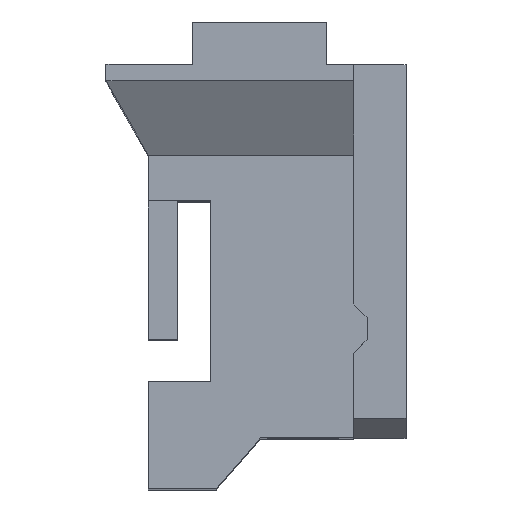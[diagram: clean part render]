
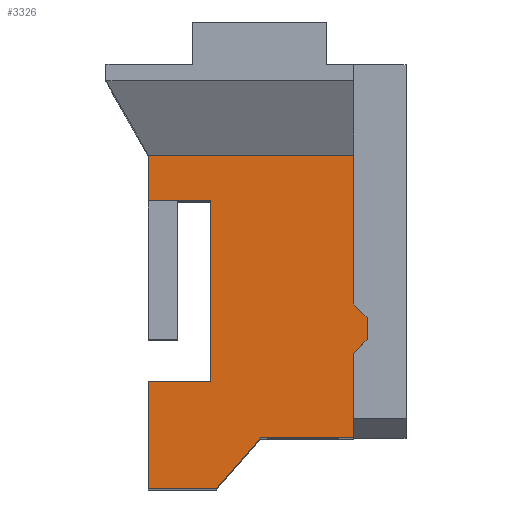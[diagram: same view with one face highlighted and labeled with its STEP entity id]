
A CAD part, top view. The second image highlights one B-rep face of the part: STEP entity #3326.
In plain terms, the highlighted planar face has unit normal (0, 0, 1).
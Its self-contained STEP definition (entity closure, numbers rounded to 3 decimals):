
#154=CARTESIAN_POINT('',(-1.615,4.318,5.265));
#155=VERTEX_POINT('',#154);
#162=CARTESIAN_POINT('',(-1.615,5.004,5.265));
#163=VERTEX_POINT('',#162);
#164=CARTESIAN_POINT('',(-1.615,5.004,5.265));
#165=DIRECTION('',(0.0,-1.0,0.0));
#166=VECTOR('',#165,1.0);
#167=LINE('',#164,#166);
#168=EDGE_CURVE('n� 694',#163,#155,#167,.T.);
#2377=CARTESIAN_POINT('',(-0.595,0.0,5.265));
#2378=VERTEX_POINT('',#2377);
#2385=CARTESIAN_POINT('',(-1.615,0.0,5.265));
#2386=VERTEX_POINT('',#2385);
#2387=CARTESIAN_POINT('',(-2.25,0.0,5.265));
#2388=DIRECTION('',(1.0,0.0,0.0));
#2389=VECTOR('',#2388,1.0);
#2390=LINE('',#2387,#2389);
#2391=EDGE_CURVE('n� 783',#2386,#2378,#2390,.T.);
#2415=CARTESIAN_POINT('',(0.066,0.762,5.265));
#2416=VERTEX_POINT('',#2415);
#2423=CARTESIAN_POINT('',(-0.595,0.0,5.265));
#2424=DIRECTION('',(0.655,0.756,0.0));
#2425=VECTOR('',#2424,1.0);
#2426=LINE('',#2423,#2425);
#2427=EDGE_CURVE('n� 766',#2378,#2416,#2426,.T.);
#2574=CARTESIAN_POINT('',(1.463,0.762,5.265));
#2575=VERTEX_POINT('',#2574);
#2584=CARTESIAN_POINT('',(0.066,0.762,5.265));
#2585=DIRECTION('',(1.0,0.0,0.0));
#2586=VECTOR('',#2585,1.0);
#2587=LINE('',#2584,#2586);
#2588=EDGE_CURVE('n� 767',#2416,#2575,#2587,.T.);
#2843=CARTESIAN_POINT('',(-1.615,1.613,5.265));
#2844=VERTEX_POINT('',#2843);
#2845=CARTESIAN_POINT('',(-1.615,5.004,5.265));
#2846=DIRECTION('',(0.0,-1.0,0.0));
#2847=VECTOR('',#2846,1.0);
#2848=LINE('',#2845,#2847);
#2849=EDGE_CURVE('n� 3711',#2844,#2386,#2848,.T.);
#3229=CARTESIAN_POINT('',(1.463,5.004,5.265));
#3230=VERTEX_POINT('',#3229);
#3231=CARTESIAN_POINT('',(-2.25,5.004,5.265));
#3232=DIRECTION('',(1.0,0.0,0.0));
#3233=VECTOR('',#3232,1.0);
#3234=LINE('',#3231,#3233);
#3235=EDGE_CURVE('n� 782',#163,#3230,#3234,.T.);
#3253=CARTESIAN_POINT('',(-0.675,1.613,5.265));
#3254=VERTEX_POINT('',#3253);
#3255=CARTESIAN_POINT('',(-0.675,4.318,5.265));
#3256=VERTEX_POINT('',#3255);
#3257=CARTESIAN_POINT('',(-0.675,4.318,5.265));
#3258=DIRECTION('',(0.0,1.0,0.0));
#3259=VECTOR('',#3258,1.0);
#3260=LINE('',#3257,#3259);
#3261=EDGE_CURVE('n� 3748',#3254,#3256,#3260,.T.);
#3262=ORIENTED_EDGE('',*,*,#3261,.F.);
#3263=CARTESIAN_POINT('',(-0.675,1.613,5.265));
#3264=DIRECTION('',(-1.0,0.0,0.0));
#3265=VECTOR('',#3264,1.0);
#3266=LINE('',#3263,#3265);
#3267=EDGE_CURVE('n� 3739',#3254,#2844,#3266,.T.);
#3268=ORIENTED_EDGE('',*,*,#3267,.T.);
#3269=ORIENTED_EDGE('',*,*,#2849,.T.);
#3270=ORIENTED_EDGE('',*,*,#2391,.T.);
#3271=ORIENTED_EDGE('',*,*,#2427,.T.);
#3272=ORIENTED_EDGE('',*,*,#2588,.T.);
#3273=CARTESIAN_POINT('',(1.463,2.032,5.265));
#3274=VERTEX_POINT('',#3273);
#3275=CARTESIAN_POINT('',(1.463,0.0,5.265));
#3276=DIRECTION('',(0.0,1.0,0.0));
#3277=VECTOR('',#3276,1.0);
#3278=LINE('',#3275,#3277);
#3279=EDGE_CURVE('n� 1562',#2575,#3274,#3278,.T.);
#3280=ORIENTED_EDGE('',*,*,#3279,.T.);
#3281=CARTESIAN_POINT('',(1.666,2.235,5.265));
#3282=VERTEX_POINT('',#3281);
#3283=CARTESIAN_POINT('',(1.463,2.032,5.265));
#3284=DIRECTION('',(0.707,0.707,0.0));
#3285=VECTOR('',#3284,1.0);
#3286=LINE('',#3283,#3285);
#3287=EDGE_CURVE('n� 2940',#3274,#3282,#3286,.T.);
#3288=ORIENTED_EDGE('',*,*,#3287,.T.);
#3289=CARTESIAN_POINT('',(1.666,2.569,5.265));
#3290=VERTEX_POINT('',#3289);
#3291=CARTESIAN_POINT('',(1.666,2.569,5.265));
#3292=DIRECTION('',(0.0,1.0,0.0));
#3293=VECTOR('',#3292,1.0);
#3294=LINE('',#3291,#3293);
#3295=EDGE_CURVE('n� 2943',#3282,#3290,#3294,.T.);
#3296=ORIENTED_EDGE('',*,*,#3295,.T.);
#3297=CARTESIAN_POINT('',(1.463,2.772,5.265));
#3298=VERTEX_POINT('',#3297);
#3299=CARTESIAN_POINT('',(1.463,2.772,5.265));
#3300=DIRECTION('',(-0.707,0.707,0.0));
#3301=VECTOR('',#3300,1.0);
#3302=LINE('',#3299,#3301);
#3303=EDGE_CURVE('n� 2934',#3290,#3298,#3302,.T.);
#3304=ORIENTED_EDGE('',*,*,#3303,.T.);
#3305=CARTESIAN_POINT('',(1.463,0.0,5.265));
#3306=DIRECTION('',(0.0,1.0,0.0));
#3307=VECTOR('',#3306,1.0);
#3308=LINE('',#3305,#3307);
#3309=EDGE_CURVE('n� 2900',#3298,#3230,#3308,.T.);
#3310=ORIENTED_EDGE('',*,*,#3309,.T.);
#3311=ORIENTED_EDGE('',*,*,#3235,.F.);
#3312=ORIENTED_EDGE('',*,*,#168,.T.);
#3313=CARTESIAN_POINT('',(-0.675,4.318,5.265));
#3314=DIRECTION('',(-1.0,0.0,0.0));
#3315=VECTOR('',#3314,1.0);
#3316=LINE('',#3313,#3315);
#3317=EDGE_CURVE('n� 3751',#3256,#155,#3316,.T.);
#3318=ORIENTED_EDGE('',*,*,#3317,.F.);
#3319=EDGE_LOOP('',(
    #3262,#3268,#3269,#3270,#3271,#3272,#3280,#3288,#3296,#3304,
    #3310,#3311,#3312,#3318));
#3320=FACE_OUTER_BOUND('',#3319,.T.);
#3321=CARTESIAN_POINT('',(-2.25,0.0,5.265));
#3322=DIRECTION('',(0.0,0.0,-1.0));
#3323=DIRECTION('',(-1.0,0.0,0.0));
#3324=AXIS2_PLACEMENT_3D('',#3321,#3322,#3323);
#3325=PLANE('',#3324);
#3326=ADVANCED_FACE('n� 851',(#3320),#3325,.F.);
